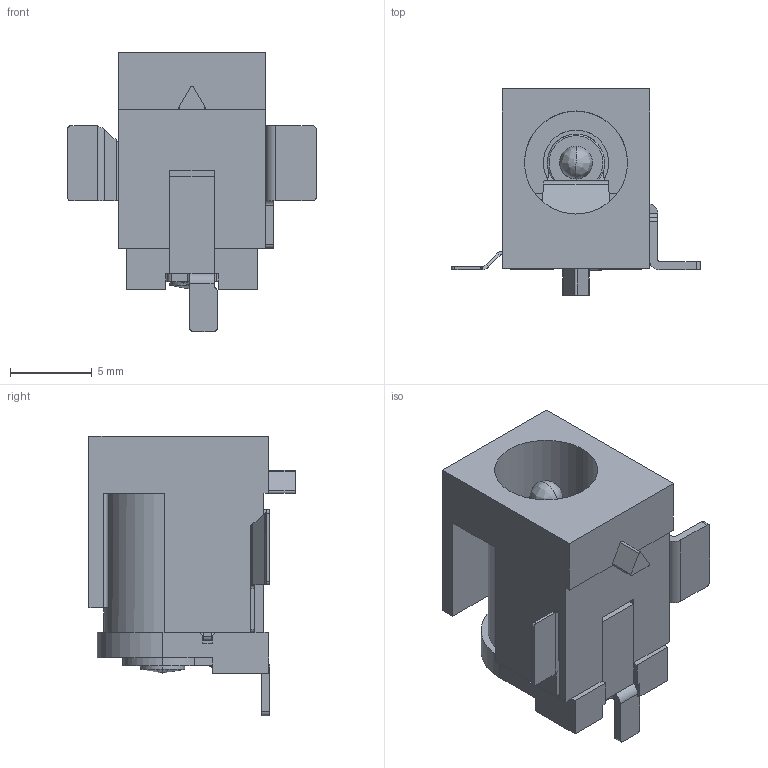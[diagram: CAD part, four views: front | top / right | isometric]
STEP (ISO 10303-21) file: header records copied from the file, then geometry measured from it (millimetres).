
FILE_DESCRIPTION (( 'STEP AP214' ), '1' );
FILE_NAME ('CUI_DEVICES_PJ-036AH-SMT-TR.step', '2024-04-17T14:35:01', ( '' ), ( '' ), 'SwSTEP 2.0', 'SolidWorks 2024', '' );
FILE_SCHEMA (( 'AUTOMOTIVE_DESIGN' ));
Length unit declared in the file: inch
Products named in the file (1): CUI_DEVICES_PJ-036AH-SMT-TR
Bounding box: 15.2 x 12.6 x 17.1 mm (x, y, z)
Volume: 801.6 mm3; surface area: 1859.4 mm2
Topology: 1 solids, 1 shells, 327 faces, 975 edges, 624 vertices
Faces by surface type: plane 191, cylinder 86, bspline 44, torus 4, cone 2
Entity records: 12319 total; most frequent: CARTESIAN_POINT 3767, ORIENTED_EDGE 1938, DIRECTION 1623, EDGE_CURVE 969, LINE 653, VECTOR 653, VERTEX_POINT 624, AXIS2_PLACEMENT_3D 485
